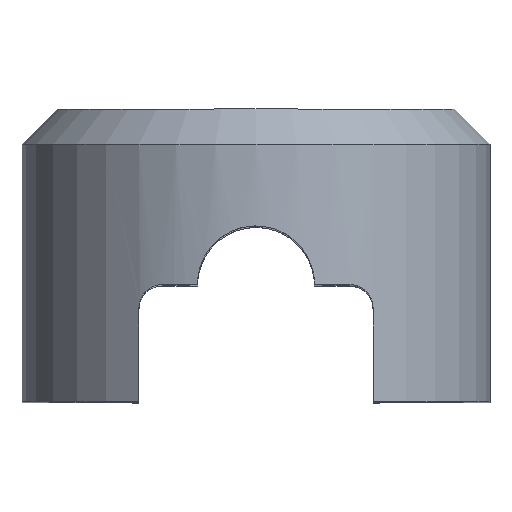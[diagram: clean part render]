
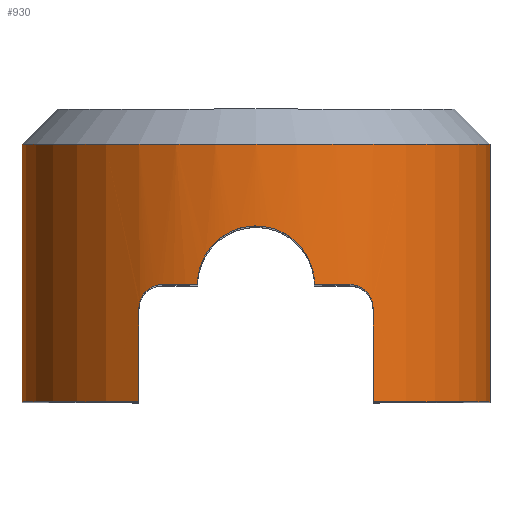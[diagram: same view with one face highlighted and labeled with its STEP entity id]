
A CAD part, top view. The second image highlights one B-rep face of the part: STEP entity #930.
In plain terms, the highlighted cylindrical face has radius 10 mm (diameter 20 mm), a partial arc.
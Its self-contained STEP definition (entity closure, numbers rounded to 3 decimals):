
#26=CIRCLE('',#985,10.);
#29=CIRCLE('',#996,10.);
#38=CIRCLE('',#1009,10.);
#39=CIRCLE('',#1010,10.);
#40=CIRCLE('',#1011,10.);
#114=FACE_OUTER_BOUND('',#165,.T.);
#165=EDGE_LOOP('',(#682,#683,#684,#685,#686,#687,#688,#689,#690,#691,#692,
#693));
#207=LINE('',#1395,#284);
#219=LINE('',#1497,#296);
#231=LINE('',#1615,#308);
#232=LINE('',#1619,#309);
#284=VECTOR('',#1091,10.);
#296=VECTOR('',#1125,10.);
#308=VECTOR('',#1171,10.);
#309=VECTOR('',#1174,10.);
#358=B_SPLINE_CURVE_WITH_KNOTS('',3,(#1379,#1380,#1381,#1382,#1383,#1384,
#1385,#1386,#1387,#1388),.UNSPECIFIED.,.F.,.F.,(4,2,2,2,4),(0.,0.038,
0.075,0.117,0.16),.UNSPECIFIED.);
#360=B_SPLINE_CURVE_WITH_KNOTS('',3,(#1412,#1413,#1414,#1415,#1416,#1417,
#1418,#1419,#1420,#1421),.UNSPECIFIED.,.F.,.F.,(4,2,2,2,4),(0.156,
0.198,0.24,0.278,0.316),
 .UNSPECIFIED.);
#366=B_SPLINE_CURVE_WITH_KNOTS('',3,(#1529,#1530,#1531,#1532,#1533,#1534,
#1535,#1536,#1537,#1538,#1539,#1540,#1541,#1542,#1543,#1544,#1545,#1546),
 .UNSPECIFIED.,.F.,.F.,(4,2,2,2,2,2,2,2,4),(-0.757,-0.662,
-0.568,-0.473,-0.378,-0.284,
-0.189,-0.095,0.),.UNSPECIFIED.);
#375=VERTEX_POINT('',#1376);
#376=VERTEX_POINT('',#1378);
#378=VERTEX_POINT('',#1393);
#381=VERTEX_POINT('',#1409);
#382=VERTEX_POINT('',#1411);
#384=VERTEX_POINT('',#1426);
#397=VERTEX_POINT('',#1496);
#402=VERTEX_POINT('',#1527);
#413=VERTEX_POINT('',#1612);
#414=VERTEX_POINT('',#1614);
#415=VERTEX_POINT('',#1616);
#416=VERTEX_POINT('',#1618);
#469=EDGE_CURVE('',#375,#376,#358,.T.);
#473=EDGE_CURVE('',#375,#378,#207,.T.);
#476=EDGE_CURVE('',#381,#382,#360,.T.);
#480=EDGE_CURVE('',#381,#384,#26,.T.);
#495=EDGE_CURVE('',#397,#382,#219,.T.);
#503=EDGE_CURVE('',#384,#402,#366,.T.);
#504=EDGE_CURVE('',#402,#376,#29,.T.);
#520=EDGE_CURVE('',#413,#378,#38,.T.);
#521=EDGE_CURVE('',#413,#414,#231,.T.);
#522=EDGE_CURVE('',#415,#414,#39,.T.);
#523=EDGE_CURVE('',#415,#416,#232,.T.);
#524=EDGE_CURVE('',#397,#416,#40,.T.);
#682=ORIENTED_EDGE('',*,*,#495,.T.);
#683=ORIENTED_EDGE('',*,*,#476,.F.);
#684=ORIENTED_EDGE('',*,*,#480,.T.);
#685=ORIENTED_EDGE('',*,*,#503,.T.);
#686=ORIENTED_EDGE('',*,*,#504,.T.);
#687=ORIENTED_EDGE('',*,*,#469,.F.);
#688=ORIENTED_EDGE('',*,*,#473,.T.);
#689=ORIENTED_EDGE('',*,*,#520,.F.);
#690=ORIENTED_EDGE('',*,*,#521,.T.);
#691=ORIENTED_EDGE('',*,*,#522,.F.);
#692=ORIENTED_EDGE('',*,*,#523,.T.);
#693=ORIENTED_EDGE('',*,*,#524,.F.);
#903=CYLINDRICAL_SURFACE('',#1008,10.);
#930=ADVANCED_FACE('',(#114),#903,.T.);
#985=AXIS2_PLACEMENT_3D('',#1428,#1101,#1102);
#996=AXIS2_PLACEMENT_3D('',#1548,#1138,#1139);
#1008=AXIS2_PLACEMENT_3D('',#1611,#1167,#1168);
#1009=AXIS2_PLACEMENT_3D('',#1613,#1169,#1170);
#1010=AXIS2_PLACEMENT_3D('',#1617,#1172,#1173);
#1011=AXIS2_PLACEMENT_3D('',#1620,#1175,#1176);
#1091=DIRECTION('',(0.,-1.,0.));
#1101=DIRECTION('center_axis',(0.,1.,0.));
#1102=DIRECTION('ref_axis',(-1.,0.,0.));
#1125=DIRECTION('',(0.,1.,0.));
#1138=DIRECTION('center_axis',(0.,1.,0.));
#1139=DIRECTION('ref_axis',(-1.,0.,0.));
#1167=DIRECTION('center_axis',(0.,1.,0.));
#1168=DIRECTION('ref_axis',(-1.,0.,0.));
#1169=DIRECTION('center_axis',(0.,-1.,0.));
#1170=DIRECTION('ref_axis',(-1.,0.,0.));
#1171=DIRECTION('',(0.,1.,0.));
#1172=DIRECTION('center_axis',(0.,1.,0.));
#1173=DIRECTION('ref_axis',(-1.,0.,0.));
#1174=DIRECTION('',(0.,-1.,0.));
#1175=DIRECTION('center_axis',(0.,-1.,0.));
#1176=DIRECTION('ref_axis',(-1.,0.,0.));
#1376=CARTESIAN_POINT('',(5.,4.,18.66));
#1378=CARTESIAN_POINT('',(4.,5.,19.165));
#1379=CARTESIAN_POINT('Ctrl Pts',(5.,4.,18.66));
#1380=CARTESIAN_POINT('Ctrl Pts',(5.,4.126,18.66));
#1381=CARTESIAN_POINT('Ctrl Pts',(4.975,4.258,18.675));
#1382=CARTESIAN_POINT('Ctrl Pts',(4.877,4.498,18.73));
#1383=CARTESIAN_POINT('Ctrl Pts',(4.804,4.606,18.771));
#1384=CARTESIAN_POINT('Ctrl Pts',(4.631,4.787,18.863));
#1385=CARTESIAN_POINT('Ctrl Pts',(4.517,4.867,18.923));
#1386=CARTESIAN_POINT('Ctrl Pts',(4.265,4.974,19.046));
#1387=CARTESIAN_POINT('Ctrl Pts',(4.129,5.,19.109));
#1388=CARTESIAN_POINT('Ctrl Pts',(4.,5.,19.165));
#1393=CARTESIAN_POINT('',(5.,0.,18.66));
#1395=CARTESIAN_POINT('',(5.,10.,18.66));
#1409=CARTESIAN_POINT('',(-4.,5.,19.165));
#1411=CARTESIAN_POINT('',(-5.,4.,18.66));
#1412=CARTESIAN_POINT('Ctrl Pts',(-4.,5.,19.165));
#1413=CARTESIAN_POINT('Ctrl Pts',(-4.129,5.,19.109));
#1414=CARTESIAN_POINT('Ctrl Pts',(-4.265,4.974,19.046));
#1415=CARTESIAN_POINT('Ctrl Pts',(-4.517,4.867,18.923));
#1416=CARTESIAN_POINT('Ctrl Pts',(-4.631,4.787,18.863));
#1417=CARTESIAN_POINT('Ctrl Pts',(-4.804,4.606,18.771));
#1418=CARTESIAN_POINT('Ctrl Pts',(-4.877,4.498,18.73));
#1419=CARTESIAN_POINT('Ctrl Pts',(-4.975,4.258,18.675));
#1420=CARTESIAN_POINT('Ctrl Pts',(-5.,4.126,18.66));
#1421=CARTESIAN_POINT('Ctrl Pts',(-5.,4.,18.66));
#1426=CARTESIAN_POINT('',(-2.5,5.,19.682));
#1428=CARTESIAN_POINT('Origin',(0.,5.,10.));
#1496=CARTESIAN_POINT('',(-5.,0.,18.66));
#1497=CARTESIAN_POINT('',(-5.,10.,18.66));
#1527=CARTESIAN_POINT('',(2.5,5.,19.682));
#1529=CARTESIAN_POINT('Ctrl Pts',(-2.5,5.,19.682));
#1530=CARTESIAN_POINT('Ctrl Pts',(-2.5,5.315,19.682));
#1531=CARTESIAN_POINT('Ctrl Pts',(-2.437,5.651,19.699));
#1532=CARTESIAN_POINT('Ctrl Pts',(-2.181,6.266,19.76));
#1533=CARTESIAN_POINT('Ctrl Pts',(-1.989,6.547,19.803));
#1534=CARTESIAN_POINT('Ctrl Pts',(-1.547,6.989,19.882));
#1535=CARTESIAN_POINT('Ctrl Pts',(-1.266,7.181,19.924));
#1536=CARTESIAN_POINT('Ctrl Pts',(-0.651,7.437,19.984));
#1537=CARTESIAN_POINT('Ctrl Pts',(-0.315,7.5,20.));
#1538=CARTESIAN_POINT('Ctrl Pts',(0.315,7.5,20.));
#1539=CARTESIAN_POINT('Ctrl Pts',(0.651,7.437,19.984));
#1540=CARTESIAN_POINT('Ctrl Pts',(1.266,7.181,19.924));
#1541=CARTESIAN_POINT('Ctrl Pts',(1.547,6.989,19.882));
#1542=CARTESIAN_POINT('Ctrl Pts',(1.989,6.547,19.803));
#1543=CARTESIAN_POINT('Ctrl Pts',(2.181,6.266,19.76));
#1544=CARTESIAN_POINT('Ctrl Pts',(2.437,5.651,19.699));
#1545=CARTESIAN_POINT('Ctrl Pts',(2.5,5.315,19.682));
#1546=CARTESIAN_POINT('Ctrl Pts',(2.5,5.,19.682));
#1548=CARTESIAN_POINT('Origin',(0.,5.,10.));
#1611=CARTESIAN_POINT('Origin',(0.,10.,10.));
#1612=CARTESIAN_POINT('',(10.,0.,10.));
#1613=CARTESIAN_POINT('Origin',(0.,0.,10.));
#1614=CARTESIAN_POINT('',(10.,11.,10.));
#1615=CARTESIAN_POINT('',(10.,10.,10.));
#1616=CARTESIAN_POINT('',(-10.,11.,10.));
#1617=CARTESIAN_POINT('Origin',(0.,11.,10.));
#1618=CARTESIAN_POINT('',(-10.,0.,10.));
#1619=CARTESIAN_POINT('',(-10.,10.,10.));
#1620=CARTESIAN_POINT('Origin',(0.,0.,10.));
